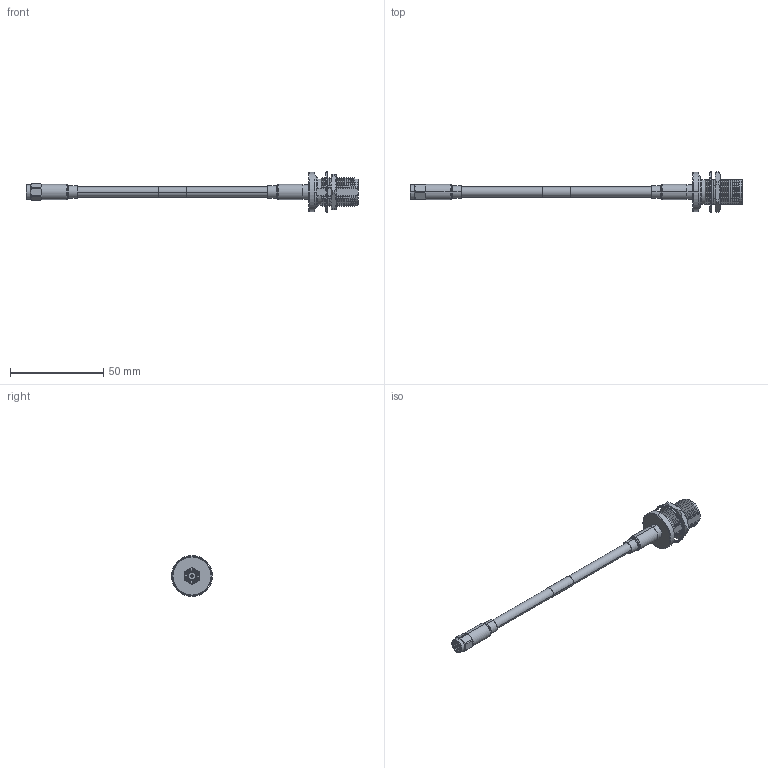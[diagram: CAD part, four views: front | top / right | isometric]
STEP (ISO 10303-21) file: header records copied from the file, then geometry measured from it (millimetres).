
FILE_DESCRIPTION (( 'STEP AP203' ), '1' );
FILE_NAME ('FMCA2729.STEP', '2022-03-09T17:47:52', ( '' ), ( '' ), 'SwSTEP 2.0', 'SolidWorks 2021', '' );
FILE_SCHEMA (( 'CONFIG_CONTROL_DESIGN' ));
Length unit declared in the file: millimetre
Products named in the file (14): CA-240-MA1_.75" Long; FMCN1746___; PE4371-MA4; PE4371-MA3; PE4371-MA2; PE4371-MA1; FMCA2729; PE4371-MA0; PE4371-MA5; SC7050-MA3_SC7050 -RG223; SC7050-MA1; SC7050_SC7050 -RG223; SC7059-MA2; RG223_with label
Assembly tree (14 placements, depth 3):
  FMCA2729
    RG223_with label
    FMCN1746___
      PE4371-MA0
      PE4371-MA1
      PE4371-MA2
      PE4371-MA3
      PE4371-MA4
      PE4371-MA5
    SC7050_SC7050 -RG223
      SC7050-MA1
      SC7059-MA2
      SC7050-MA3_SC7050 -RG223
    CA-240-MA1_.75" Long  x2
Bounding box: 178.31 x 22 x 22 mm (x, y, z)
Volume: 8888.7 mm3; surface area: 10586 mm2
Topology: 13 solids, 13 shells, 1977 faces, 4345 edges, 2411 vertices
Faces by surface type: bspline 1056, plane 362, cylinder 355, cone 184, torus 20
Entity records: 84734 total; most frequent: CARTESIAN_POINT 52646, ORIENTED_EDGE 8602, EDGE_CURVE 4301, DIRECTION 3862, VERTEX_POINT 2387, EDGE_LOOP 1994, FACE_OUTER_BOUND 1955, ADVANCED_FACE 1955
